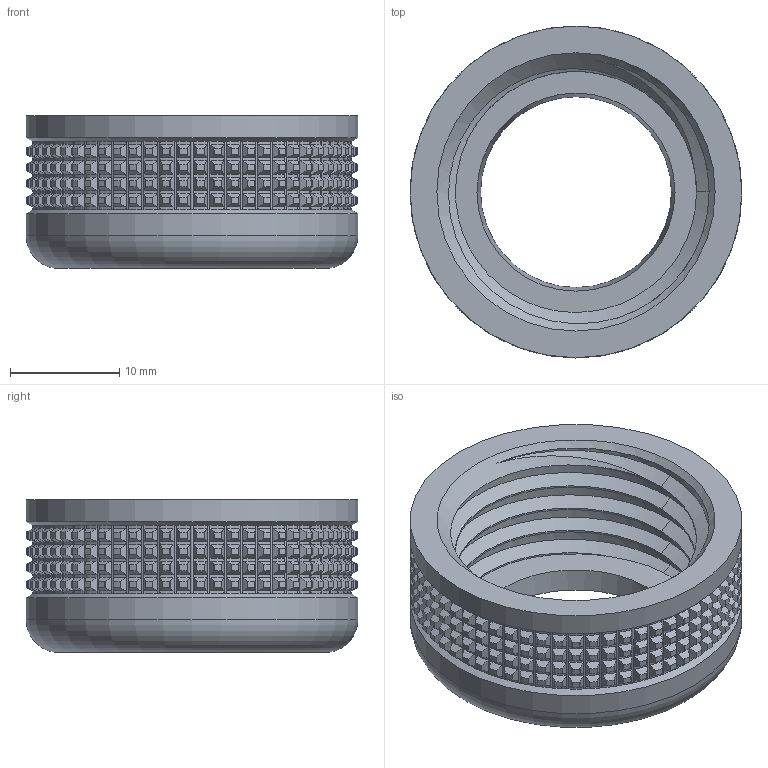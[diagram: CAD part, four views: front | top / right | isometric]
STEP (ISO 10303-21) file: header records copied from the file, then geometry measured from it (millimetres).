
FILE_DESCRIPTION(('FreeCAD Model'),'2;1');
FILE_NAME('Open CASCADE Shape Model','2023-12-16T00:29:36',(''),(''), 'Open CASCADE STEP processor 7.7','FreeCAD','Unknown');
FILE_SCHEMA(('AUTOMOTIVE_DESIGN { 1 0 10303 214 1 1 1 1 }'));
Products named in the file (1): BallCap
Bounding box: 30.4 x 30.4 x 14 mm (x, y, z)
Volume: 3926.9 mm3; surface area: 3991 mm2
Topology: 1 solids, 1 shells, 1833 faces, 5229 edges, 3399 vertices
Faces by surface type: cylinder 1028, cone 543, plane 244, bspline 16, torus 1, sphere 1
Full cylindrical faces by diameter (mm): 24.4 x5, 30.4 x2
Entity records: 64802 total; most frequent: CARTESIAN_POINT 16922, ORIENTED_EDGE 10458, DIRECTION 10157, EDGE_CURVE 5229, AXIS2_PLACEMENT_3D 4113, VERTEX_POINT 3399, LINE 1931, VECTOR 1931
